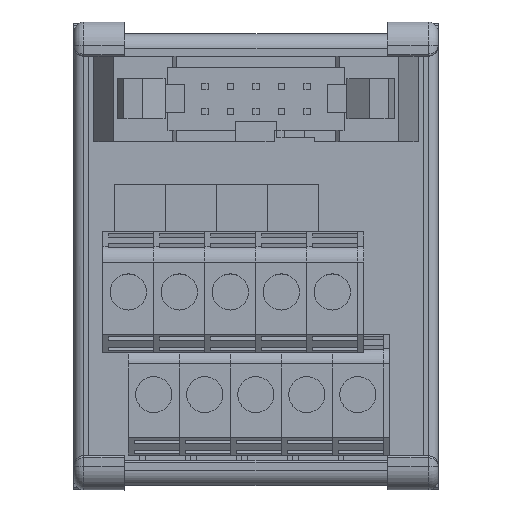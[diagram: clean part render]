
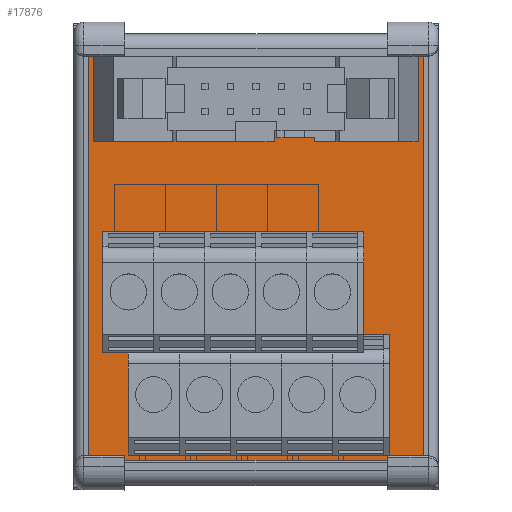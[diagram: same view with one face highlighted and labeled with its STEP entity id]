
A CAD part, top view. The second image highlights one B-rep face of the part: STEP entity #17876.
In plain terms, the highlighted planar face has unit normal (0, 0, 1).
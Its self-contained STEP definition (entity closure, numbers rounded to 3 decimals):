
#1648=FACE_OUTER_BOUND('',#2616,.T.);
#2616=EDGE_LOOP('',(#14442,#14443,#14444,#14445));
#4037=LINE('',#28321,#6074);
#4038=LINE('',#28323,#6075);
#4039=LINE('',#28325,#6076);
#4040=LINE('',#28326,#6077);
#6074=VECTOR('',#23074,1.);
#6075=VECTOR('',#23075,1.);
#6076=VECTOR('',#23076,1.);
#6077=VECTOR('',#23077,1.);
#8133=VERTEX_POINT('',#28319);
#8134=VERTEX_POINT('',#28320);
#8135=VERTEX_POINT('',#28322);
#8136=VERTEX_POINT('',#28324);
#10359=EDGE_CURVE('',#8133,#8134,#4037,.T.);
#10360=EDGE_CURVE('',#8134,#8135,#4038,.T.);
#10361=EDGE_CURVE('',#8135,#8136,#4039,.T.);
#10362=EDGE_CURVE('',#8136,#8133,#4040,.T.);
#14442=ORIENTED_EDGE('',*,*,#10359,.T.);
#14443=ORIENTED_EDGE('',*,*,#10360,.T.);
#14444=ORIENTED_EDGE('',*,*,#10361,.T.);
#14445=ORIENTED_EDGE('',*,*,#10362,.T.);
#16937=PLANE('',#19498);
#17876=ADVANCED_FACE('',(#1648),#16937,.T.);
#19498=AXIS2_PLACEMENT_3D('',#28318,#23072,#23073);
#23072=DIRECTION('center_axis',(0.,0.,1.));
#23073=DIRECTION('ref_axis',(1.,0.,0.));
#23074=DIRECTION('',(1.,0.,0.));
#23075=DIRECTION('',(0.,1.,0.));
#23076=DIRECTION('',(-1.,0.,0.));
#23077=DIRECTION('',(0.,-1.,0.));
#28318=CARTESIAN_POINT('Origin',(16.637,21.082,1.372));
#28319=CARTESIAN_POINT('',(0.,0.,1.372));
#28320=CARTESIAN_POINT('',(33.274,0.,1.372));
#28321=CARTESIAN_POINT('',(16.637,0.,1.372));
#28322=CARTESIAN_POINT('',(33.274,42.164,1.372));
#28323=CARTESIAN_POINT('',(33.274,21.082,1.372));
#28324=CARTESIAN_POINT('',(0.,42.164,1.372));
#28325=CARTESIAN_POINT('',(16.637,42.164,1.372));
#28326=CARTESIAN_POINT('',(0.,21.082,1.372));
